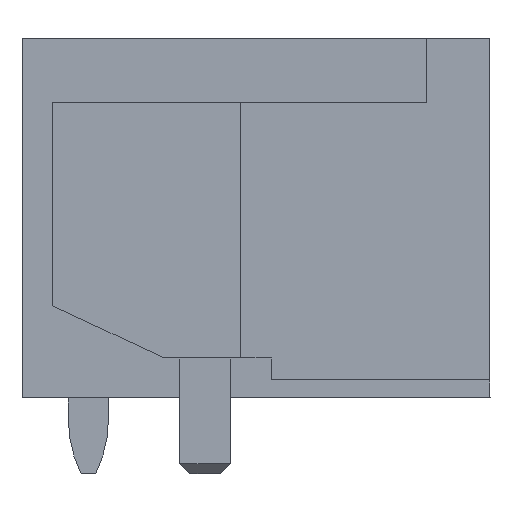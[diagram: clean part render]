
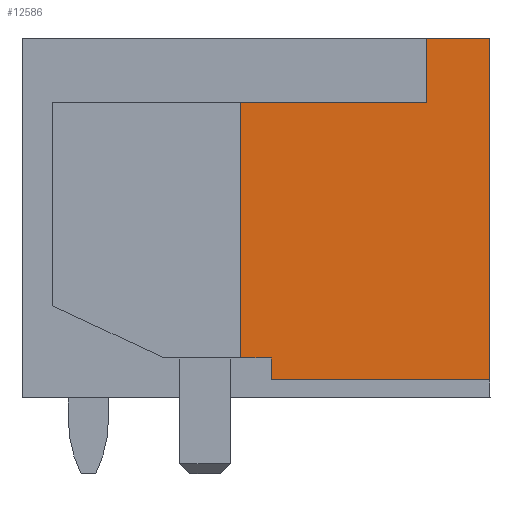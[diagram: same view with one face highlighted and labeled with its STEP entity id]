
A CAD part, left-side view. The second image highlights one B-rep face of the part: STEP entity #12586.
In plain terms, the highlighted planar face has unit normal (-1, 0, 0).
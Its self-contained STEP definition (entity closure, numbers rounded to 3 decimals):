
#12555=AXIS2_PLACEMENT_3D('Plane Axis2P3D',#12552,#12553,#12554) ;
#460=CARTESIAN_POINT('Vertex',(0.,0.,8.57)) ;
#463=CARTESIAN_POINT('Line Origine',(0.,0.,5.21)) ;
#467=CARTESIAN_POINT('Vertex',(0.,0.,1.85)) ;
#1651=CARTESIAN_POINT('Vertex',(0.,1.25,8.57)) ;
#1654=CARTESIAN_POINT('Line Origine',(0.,0.625,8.57)) ;
#12489=CARTESIAN_POINT('Vertex',(0.,4.3,1.85)) ;
#12492=CARTESIAN_POINT('Line Origine',(0.,4.3,2.065)) ;
#12496=CARTESIAN_POINT('Vertex',(0.,4.3,2.28)) ;
#12516=CARTESIAN_POINT('Line Origine',(0.,2.15,1.85)) ;
#12537=CARTESIAN_POINT('Vertex',(0.,1.25,7.3)) ;
#12540=CARTESIAN_POINT('Line Origine',(0.,1.25,7.935)) ;
#12552=CARTESIAN_POINT('Axis2P3D Location',(0.,0.,0.)) ;
#12557=CARTESIAN_POINT('Line Origine',(0.,4.6,2.28)) ;
#12561=CARTESIAN_POINT('Vertex',(0.,4.9,2.28)) ;
#12564=CARTESIAN_POINT('Line Origine',(0.,3.075,7.3)) ;
#12568=CARTESIAN_POINT('Vertex',(0.,4.9,7.3)) ;
#12571=CARTESIAN_POINT('Line Origine',(0.,4.9,4.79)) ;
#464=DIRECTION('Vector Direction',(0.,0.,-1.)) ;
#1655=DIRECTION('Vector Direction',(0.,-1.,0.)) ;
#12493=DIRECTION('Vector Direction',(0.,0.,1.)) ;
#12517=DIRECTION('Vector Direction',(0.,1.,0.)) ;
#12541=DIRECTION('Vector Direction',(0.,0.,1.)) ;
#12553=DIRECTION('Axis2P3D Direction',(-1.,0.,0.)) ;
#12554=DIRECTION('Axis2P3D XDirection',(0.,-1.,0.)) ;
#12558=DIRECTION('Vector Direction',(0.,1.,0.)) ;
#12565=DIRECTION('Vector Direction',(0.,-1.,0.)) ;
#12572=DIRECTION('Vector Direction',(0.,0.,-1.)) ;
#465=VECTOR('Line Direction',#464,1.) ;
#1656=VECTOR('Line Direction',#1655,1.) ;
#12494=VECTOR('Line Direction',#12493,1.) ;
#12518=VECTOR('Line Direction',#12517,1.) ;
#12542=VECTOR('Line Direction',#12541,1.) ;
#12559=VECTOR('Line Direction',#12558,1.) ;
#12566=VECTOR('Line Direction',#12565,1.) ;
#12573=VECTOR('Line Direction',#12572,1.) ;
#12577=ORIENTED_EDGE('',*,*,#12563,.T.) ;
#12578=ORIENTED_EDGE('',*,*,#12498,.T.) ;
#12579=ORIENTED_EDGE('',*,*,#12520,.T.) ;
#12580=ORIENTED_EDGE('',*,*,#469,.T.) ;
#12581=ORIENTED_EDGE('',*,*,#1658,.T.) ;
#12582=ORIENTED_EDGE('',*,*,#12544,.T.) ;
#12583=ORIENTED_EDGE('',*,*,#12570,.T.) ;
#12584=ORIENTED_EDGE('',*,*,#12575,.T.) ;
#12586=ADVANCED_FACE('HOUSING',(#12585),#12556,.T.) ;
#469=EDGE_CURVE('',#468,#461,#466,.F.) ;
#1658=EDGE_CURVE('',#461,#1652,#1657,.F.) ;
#12498=EDGE_CURVE('',#12497,#12490,#12495,.F.) ;
#12520=EDGE_CURVE('',#12490,#468,#12519,.F.) ;
#12544=EDGE_CURVE('',#1652,#12538,#12543,.F.) ;
#12563=EDGE_CURVE('',#12562,#12497,#12560,.F.) ;
#12570=EDGE_CURVE('',#12538,#12569,#12567,.F.) ;
#12575=EDGE_CURVE('',#12569,#12562,#12574,.T.) ;
#12576=EDGE_LOOP('',(#12577,#12578,#12579,#12580,#12581,#12582,#12583,#12584)) ;
#12585=FACE_OUTER_BOUND('',#12576,.T.) ;
#466=LINE('Line',#463,#465) ;
#1657=LINE('Line',#1654,#1656) ;
#12495=LINE('Line',#12492,#12494) ;
#12519=LINE('Line',#12516,#12518) ;
#12543=LINE('Line',#12540,#12542) ;
#12560=LINE('Line',#12557,#12559) ;
#12567=LINE('Line',#12564,#12566) ;
#12574=LINE('Line',#12571,#12573) ;
#12556=PLANE('',#12555) ;
#461=VERTEX_POINT('',#460) ;
#468=VERTEX_POINT('',#467) ;
#1652=VERTEX_POINT('',#1651) ;
#12490=VERTEX_POINT('',#12489) ;
#12497=VERTEX_POINT('',#12496) ;
#12538=VERTEX_POINT('',#12537) ;
#12562=VERTEX_POINT('',#12561) ;
#12569=VERTEX_POINT('',#12568) ;
